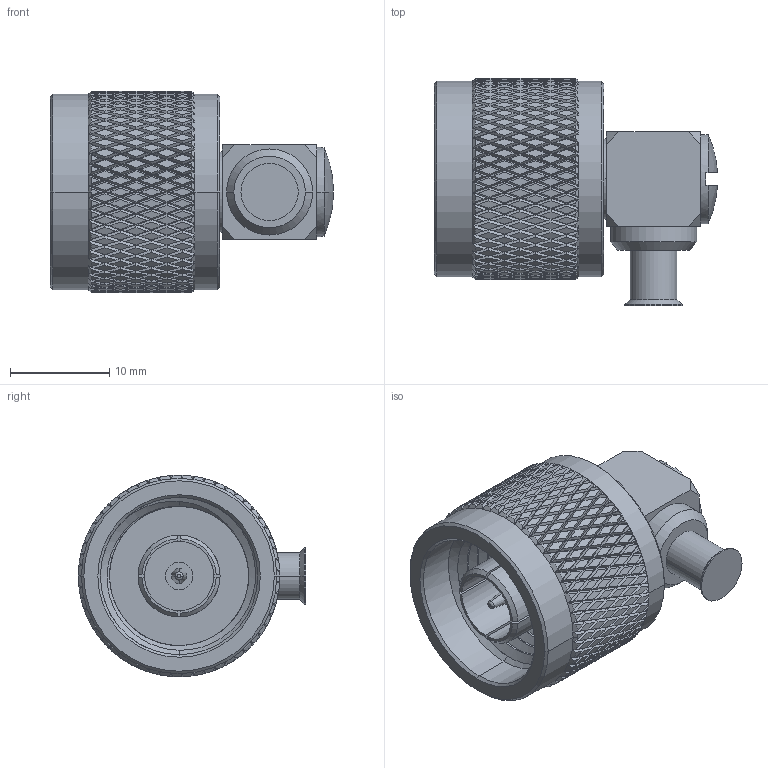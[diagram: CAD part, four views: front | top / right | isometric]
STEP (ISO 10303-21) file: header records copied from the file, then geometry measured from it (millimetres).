
FILE_DESCRIPTION (( 'STEP AP203' ), '1' );
FILE_NAME ('PE4936.step', '2019-01-28T16:19:31', ( '' ), ( '' ), 'SwSTEP 2.0', 'SolidWorks 2017', '' );
FILE_SCHEMA (( 'CONFIG_CONTROL_DESIGN' ));
Products named in the file (1): PE4936
Bounding box: 28.55 x 22.92 x 20.32 mm (x, y, z)
Volume: 4888.2 mm3; surface area: 3853.5 mm2
Topology: 2 solids, 2 shells, 2311 faces, 4940 edges, 2641 vertices
Faces by surface type: bspline 1763, cylinder 477, plane 42, cone 23, sphere 4, torus 2
Entity records: 88178 total; most frequent: CARTESIAN_POINT 57942, ORIENTED_EDGE 9880, EDGE_CURVE 4940, VERTEX_POINT 2641, EDGE_LOOP 2319, ADVANCED_FACE 2311, FACE_OUTER_BOUND 2311, B_SPLINE_CURVE_WITH_KNOTS 2107
